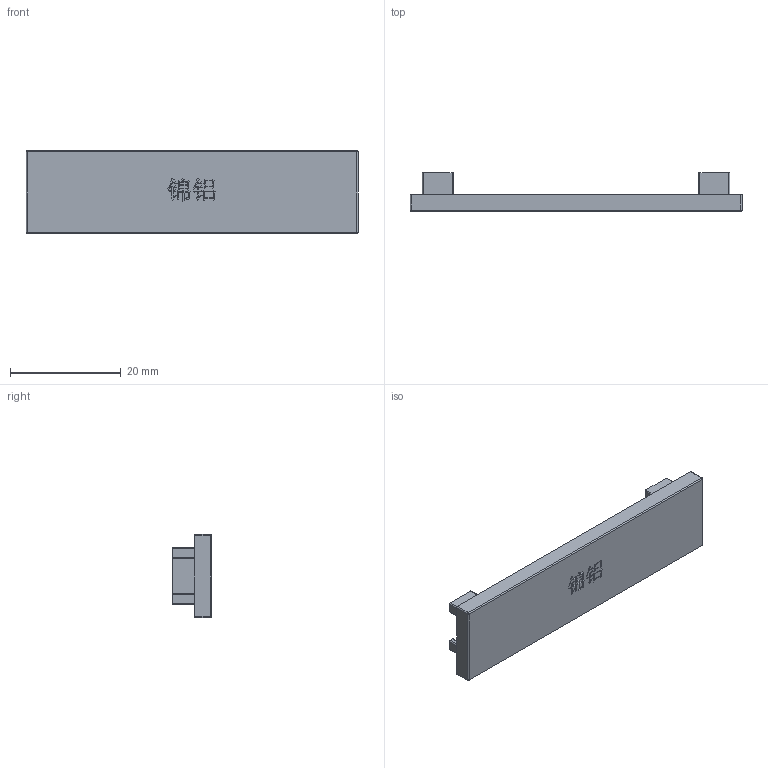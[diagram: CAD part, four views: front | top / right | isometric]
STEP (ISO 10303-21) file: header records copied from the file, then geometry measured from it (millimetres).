
FILE_DESCRIPTION (( 'STEP AP203' ), '1' );
FILE_NAME ('弊梓1560傷裔.STEP', '2019-07-31T01:53:02', ( 'User' ), ( 'China' ), 'SwSTEP 2.0', 'SolidWorks 2015', '' );
FILE_SCHEMA (( 'CONFIG_CONTROL_DESIGN' ));
Length unit declared in the file: millimetre
Products named in the file (1): 弊梓1560傷裔
Bounding box: 60 x 7 x 15 mm (x, y, z)
Volume: 1719.7 mm3; surface area: 3082.7 mm2
Topology: 1 solids, 1 shells, 219 faces, 607 edges, 398 vertices
Faces by surface type: plane 163, bspline 28, cylinder 24, sphere 4
Entity records: 7838 total; most frequent: CARTESIAN_POINT 2329, ORIENTED_EDGE 1206, DIRECTION 979, EDGE_CURVE 603, LINE 499, VECTOR 499, VERTEX_POINT 398, AXIS2_PLACEMENT_3D 240
